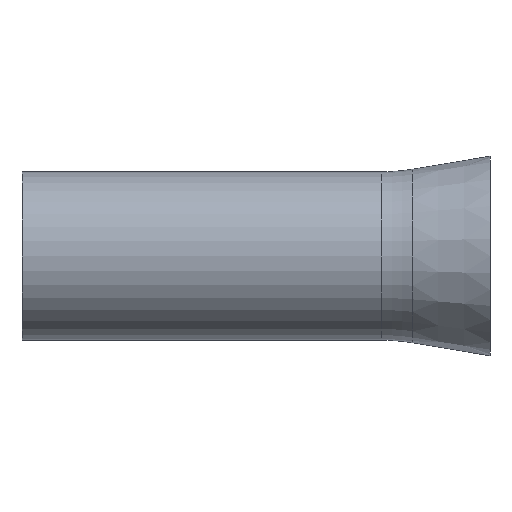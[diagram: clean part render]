
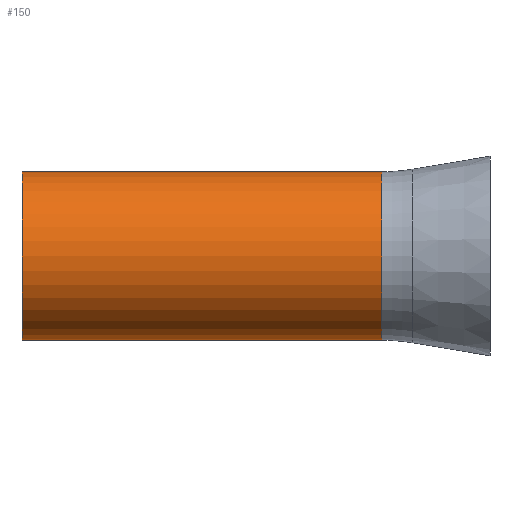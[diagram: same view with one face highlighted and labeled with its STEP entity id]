
A CAD part, front view. The second image highlights one B-rep face of the part: STEP entity #150.
In plain terms, the highlighted cylindrical face has radius 9 mm (diameter 18 mm), a partial arc.
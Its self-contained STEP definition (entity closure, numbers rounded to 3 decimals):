
#34 = CARTESIAN_POINT ( 'NONE',  ( 0., 0., -9. ) ) ;
#37 = DIRECTION ( 'NONE',  ( 1., 0., 0. ) ) ;
#38 = VECTOR ( 'NONE', #37, 1000. ) ;
#50 = EDGE_LOOP ( 'NONE', ( #375, #56, #336, #303 ) ) ;
#52 = EDGE_CURVE ( 'NONE', #137, #120, #383, .T. ) ;
#55 = CIRCLE ( 'NONE', #104, 9. ) ;
#56 = ORIENTED_EDGE ( 'NONE', *, *, #374, .T. ) ;
#62 = CARTESIAN_POINT ( 'NONE',  ( 0., 0., 0. ) ) ;
#71 = CARTESIAN_POINT ( 'NONE',  ( -112.58, 0., 9. ) ) ;
#104 = AXIS2_PLACEMENT_3D ( 'NONE', #312, #139, #163 ) ;
#105 = CYLINDRICAL_SURFACE ( 'NONE', #218, 9. ) ;
#116 = AXIS2_PLACEMENT_3D ( 'NONE', #442, #126, #415 ) ;
#120 = VERTEX_POINT ( 'NONE', #412 ) ;
#123 = CARTESIAN_POINT ( 'NONE',  ( -74.135, 0., 9. ) ) ;
#126 = DIRECTION ( 'NONE',  ( 1., 0., 0. ) ) ;
#137 = VERTEX_POINT ( 'NONE', #171 ) ;
#139 = DIRECTION ( 'NONE',  ( 1., 0., 0. ) ) ;
#150 = ADVANCED_FACE ( 'NONE', ( #420 ), #105, .T. ) ;
#159 = CIRCLE ( 'NONE', #116, 9. ) ;
#163 = DIRECTION ( 'NONE',  ( 0., 0., -1. ) ) ;
#164 = VERTEX_POINT ( 'NONE', #71 ) ;
#171 = CARTESIAN_POINT ( 'NONE',  ( -112.58, 0., -9. ) ) ;
#218 = AXIS2_PLACEMENT_3D ( 'NONE', #62, #416, #385 ) ;
#222 = EDGE_CURVE ( 'NONE', #164, #368, #241, .T. ) ;
#241 = LINE ( 'NONE', #380, #38 ) ;
#251 = DIRECTION ( 'NONE',  ( 1., 0., 0. ) ) ;
#256 = VECTOR ( 'NONE', #251, 1000. ) ;
#303 = ORIENTED_EDGE ( 'NONE', *, *, #440, .F. ) ;
#312 = CARTESIAN_POINT ( 'NONE',  ( -112.58, 0., 0. ) ) ;
#336 = ORIENTED_EDGE ( 'NONE', *, *, #52, .T. ) ;
#368 = VERTEX_POINT ( 'NONE', #123 ) ;
#374 = EDGE_CURVE ( 'NONE', #164, #137, #55, .T. ) ;
#375 = ORIENTED_EDGE ( 'NONE', *, *, #222, .F. ) ;
#380 = CARTESIAN_POINT ( 'NONE',  ( 0., 0., 9. ) ) ;
#383 = LINE ( 'NONE', #34, #256 ) ;
#385 = DIRECTION ( 'NONE',  ( 0., 0., -1. ) ) ;
#412 = CARTESIAN_POINT ( 'NONE',  ( -74.135, 0., -9. ) ) ;
#415 = DIRECTION ( 'NONE',  ( 0., 0., -1. ) ) ;
#416 = DIRECTION ( 'NONE',  ( 1., 0., 0. ) ) ;
#420 = FACE_OUTER_BOUND ( 'NONE', #50, .T. ) ;
#440 = EDGE_CURVE ( 'NONE', #368, #120, #159, .T. ) ;
#442 = CARTESIAN_POINT ( 'NONE',  ( -74.135, 0., 0. ) ) ;
